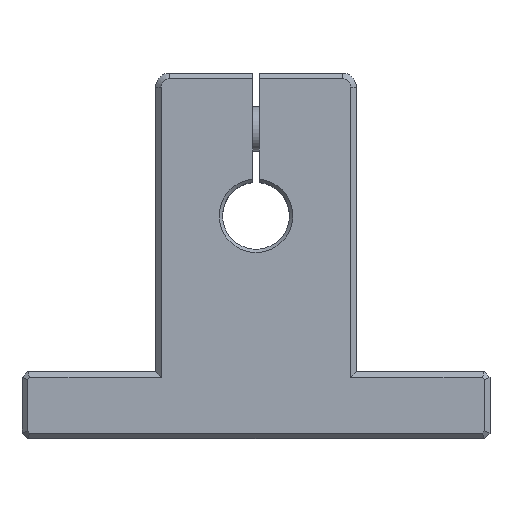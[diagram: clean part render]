
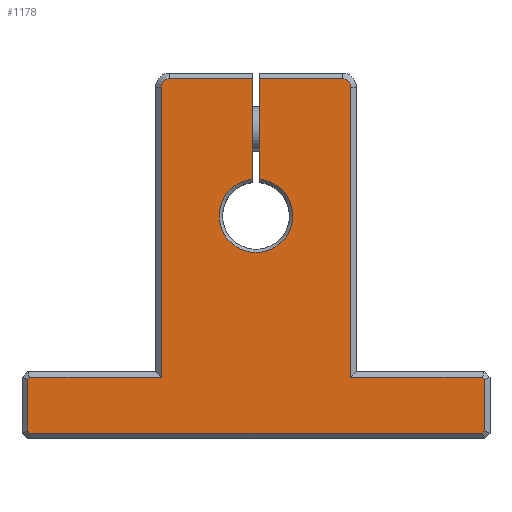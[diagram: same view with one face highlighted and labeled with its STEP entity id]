
A CAD part, top view. The second image highlights one B-rep face of the part: STEP entity #1178.
In plain terms, the highlighted planar face has unit normal (0, 0, 1).
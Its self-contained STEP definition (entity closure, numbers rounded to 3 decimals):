
#61=LINE('',#1787,#186);
#62=LINE('',#1789,#187);
#63=LINE('',#1793,#188);
#64=LINE('',#1795,#189);
#65=LINE('',#1797,#190);
#66=LINE('',#1799,#191);
#67=LINE('',#1801,#192);
#68=LINE('',#1803,#193);
#69=LINE('',#1805,#194);
#70=LINE('',#1807,#195);
#71=LINE('',#1809,#196);
#72=LINE('',#1811,#197);
#73=LINE('',#1813,#198);
#74=LINE('',#1817,#199);
#75=LINE('',#1819,#200);
#186=VECTOR('',#1446,1000.);
#187=VECTOR('',#1447,1000.);
#188=VECTOR('',#1450,1000.);
#189=VECTOR('',#1451,1000.);
#190=VECTOR('',#1452,1000.);
#191=VECTOR('',#1453,1000.);
#192=VECTOR('',#1454,1000.);
#193=VECTOR('',#1455,1000.);
#194=VECTOR('',#1456,1000.);
#195=VECTOR('',#1457,1000.);
#196=VECTOR('',#1458,1000.);
#197=VECTOR('',#1459,1000.);
#198=VECTOR('',#1460,1000.);
#199=VECTOR('',#1463,1000.);
#200=VECTOR('',#1464,1000.);
#361=ORIENTED_EDGE('',*,*,#657,.T.);
#362=ORIENTED_EDGE('',*,*,#658,.F.);
#363=ORIENTED_EDGE('',*,*,#659,.T.);
#364=ORIENTED_EDGE('',*,*,#660,.T.);
#365=ORIENTED_EDGE('',*,*,#661,.T.);
#366=ORIENTED_EDGE('',*,*,#662,.T.);
#367=ORIENTED_EDGE('',*,*,#663,.T.);
#368=ORIENTED_EDGE('',*,*,#664,.T.);
#369=ORIENTED_EDGE('',*,*,#665,.T.);
#370=ORIENTED_EDGE('',*,*,#666,.T.);
#371=ORIENTED_EDGE('',*,*,#667,.T.);
#372=ORIENTED_EDGE('',*,*,#668,.T.);
#373=ORIENTED_EDGE('',*,*,#669,.T.);
#374=ORIENTED_EDGE('',*,*,#670,.T.);
#375=ORIENTED_EDGE('',*,*,#671,.T.);
#376=ORIENTED_EDGE('',*,*,#672,.T.);
#377=ORIENTED_EDGE('',*,*,#673,.T.);
#378=ORIENTED_EDGE('',*,*,#674,.F.);
#657=EDGE_CURVE('',#811,#812,#894,.T.);
#658=EDGE_CURVE('',#813,#812,#61,.T.);
#659=EDGE_CURVE('',#813,#814,#62,.T.);
#660=EDGE_CURVE('',#814,#815,#895,.T.);
#661=EDGE_CURVE('',#815,#816,#63,.T.);
#662=EDGE_CURVE('',#816,#817,#64,.T.);
#663=EDGE_CURVE('',#817,#818,#65,.T.);
#664=EDGE_CURVE('',#818,#819,#66,.T.);
#665=EDGE_CURVE('',#819,#820,#67,.T.);
#666=EDGE_CURVE('',#820,#821,#68,.T.);
#667=EDGE_CURVE('',#821,#822,#69,.T.);
#668=EDGE_CURVE('',#822,#823,#70,.T.);
#669=EDGE_CURVE('',#823,#824,#71,.T.);
#670=EDGE_CURVE('',#824,#825,#72,.T.);
#671=EDGE_CURVE('',#825,#826,#73,.T.);
#672=EDGE_CURVE('',#826,#827,#896,.T.);
#673=EDGE_CURVE('',#827,#828,#74,.T.);
#674=EDGE_CURVE('',#811,#828,#75,.T.);
#811=VERTEX_POINT('',#1785);
#812=VERTEX_POINT('',#1786);
#813=VERTEX_POINT('',#1788);
#814=VERTEX_POINT('',#1790);
#815=VERTEX_POINT('',#1792);
#816=VERTEX_POINT('',#1794);
#817=VERTEX_POINT('',#1796);
#818=VERTEX_POINT('',#1798);
#819=VERTEX_POINT('',#1800);
#820=VERTEX_POINT('',#1802);
#821=VERTEX_POINT('',#1804);
#822=VERTEX_POINT('',#1806);
#823=VERTEX_POINT('',#1808);
#824=VERTEX_POINT('',#1810);
#825=VERTEX_POINT('',#1812);
#826=VERTEX_POINT('',#1814);
#827=VERTEX_POINT('',#1816);
#828=VERTEX_POINT('',#1818);
#894=CIRCLE('',#1286,3.3);
#895=CIRCLE('',#1287,0.75);
#896=CIRCLE('',#1288,0.75);
#940=EDGE_LOOP('',(#361,#362,#363,#364,#365,#366,#367,#368,#369,#370,#371,
#372,#373,#374,#375,#376,#377,#378));
#1035=FACE_BOUND('',#940,.T.);
#1120=PLANE('',#1285);
#1178=ADVANCED_FACE('',(#1035),#1120,.T.);
#1285=AXIS2_PLACEMENT_3D('',#1783,#1442,#1443);
#1286=AXIS2_PLACEMENT_3D('',#1784,#1444,#1445);
#1287=AXIS2_PLACEMENT_3D('',#1791,#1448,#1449);
#1288=AXIS2_PLACEMENT_3D('',#1815,#1461,#1462);
#1442=DIRECTION('',(0.,0.,1.));
#1443=DIRECTION('',(1.,0.,0.));
#1444=DIRECTION('',(0.,0.,-1.));
#1445=DIRECTION('',(-1.,0.,0.));
#1446=DIRECTION('',(0.,-1.,0.));
#1447=DIRECTION('',(-1.,0.,0.));
#1448=DIRECTION('',(0.,0.,1.));
#1449=DIRECTION('',(1.,0.,0.));
#1450=DIRECTION('',(0.,-1.,0.));
#1451=DIRECTION('',(-1.,0.,0.));
#1452=DIRECTION('',(-0.707,-0.707,0.));
#1453=DIRECTION('',(0.,-1.,0.));
#1454=DIRECTION('',(0.707,-0.707,0.));
#1455=DIRECTION('',(1.,0.,0.));
#1456=DIRECTION('',(0.707,0.707,0.));
#1457=DIRECTION('',(0.,1.,0.));
#1458=DIRECTION('',(-0.707,0.707,0.));
#1459=DIRECTION('',(-1.,0.,0.));
#1460=DIRECTION('',(0.,1.,0.));
#1461=DIRECTION('',(0.,0.,1.));
#1462=DIRECTION('',(1.,0.,0.));
#1463=DIRECTION('',(-1.,0.,0.));
#1464=DIRECTION('',(0.,1.,0.));
#1783=CARTESIAN_POINT('',(7.75,31.55,7.));
#1784=CARTESIAN_POINT('',(0.,20.,7.));
#1785=CARTESIAN_POINT('',(0.3,23.286,7.));
#1786=CARTESIAN_POINT('',(-0.3,23.286,7.));
#1787=CARTESIAN_POINT('',(-0.3,32.8,7.));
#1788=CARTESIAN_POINT('',(-0.3,32.3,7.));
#1789=CARTESIAN_POINT('',(-7.75,32.3,7.));
#1790=CARTESIAN_POINT('',(-7.75,32.3,7.));
#1791=CARTESIAN_POINT('',(-7.75,31.55,7.));
#1792=CARTESIAN_POINT('',(-8.5,31.55,7.));
#1793=CARTESIAN_POINT('',(-8.5,6.,7.));
#1794=CARTESIAN_POINT('',(-8.5,5.5,7.));
#1795=CARTESIAN_POINT('',(-20.5,5.5,7.));
#1796=CARTESIAN_POINT('',(-20.293,5.5,7.));
#1797=CARTESIAN_POINT('',(-20.646,5.146,7.));
#1798=CARTESIAN_POINT('',(-20.5,5.293,7.));
#1799=CARTESIAN_POINT('',(-20.5,0.5,7.));
#1800=CARTESIAN_POINT('',(-20.5,0.707,7.));
#1801=CARTESIAN_POINT('',(-20.146,0.354,7.));
#1802=CARTESIAN_POINT('',(-20.293,0.5,7.));
#1803=CARTESIAN_POINT('',(20.5,0.5,7.));
#1804=CARTESIAN_POINT('',(20.293,0.5,7.));
#1805=CARTESIAN_POINT('',(20.646,0.854,7.));
#1806=CARTESIAN_POINT('',(20.5,0.707,7.));
#1807=CARTESIAN_POINT('',(20.5,5.5,7.));
#1808=CARTESIAN_POINT('',(20.5,5.293,7.));
#1809=CARTESIAN_POINT('',(20.146,5.646,7.));
#1810=CARTESIAN_POINT('',(20.293,5.5,7.));
#1811=CARTESIAN_POINT('',(9.,5.5,7.));
#1812=CARTESIAN_POINT('',(8.5,5.5,7.));
#1813=CARTESIAN_POINT('',(8.5,31.55,7.));
#1814=CARTESIAN_POINT('',(8.5,31.55,7.));
#1815=CARTESIAN_POINT('',(7.75,31.55,7.));
#1816=CARTESIAN_POINT('',(7.75,32.3,7.));
#1817=CARTESIAN_POINT('',(-7.75,32.3,7.));
#1818=CARTESIAN_POINT('',(0.3,32.3,7.));
#1819=CARTESIAN_POINT('',(0.3,22.985,7.));
